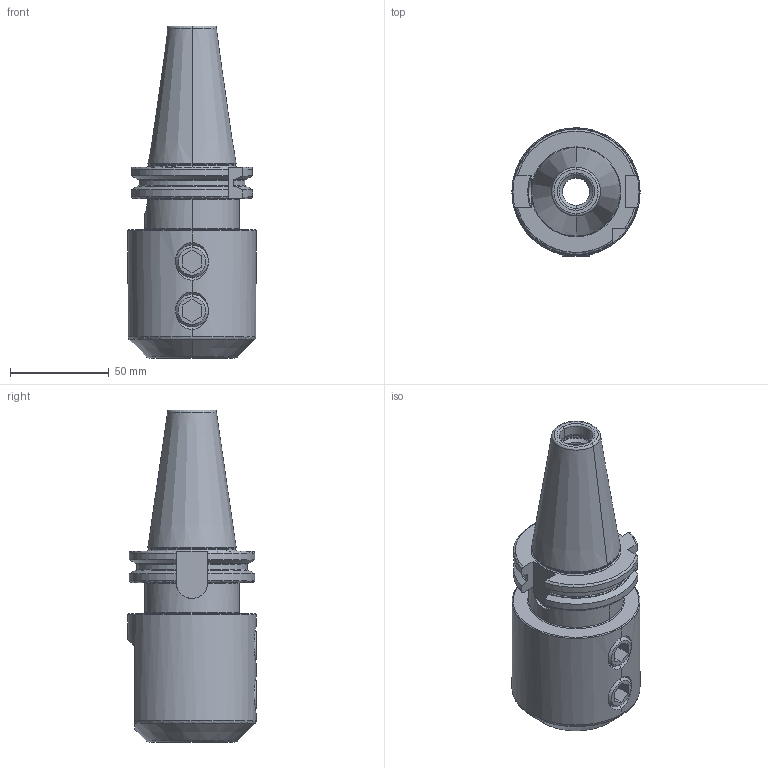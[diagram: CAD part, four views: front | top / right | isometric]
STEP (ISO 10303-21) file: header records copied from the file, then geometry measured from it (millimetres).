
FILE_DESCRIPTION((''),'2;1');
FILE_NAME('402_04_25','2020-07-08T',('104091'),(''),'CREO PARAMETRIC BY PTC INC, 2015290','CREO PARAMETRIC BY PTC INC, 2015290','');
FILE_SCHEMA(('CONFIG_CONTROL_DESIGN'));
Length unit declared in the file: millimetre
Products named in the file (1): 402_04_25
Bounding box: 65 x 65 x 168.4 mm (x, y, z)
Volume: 296563.4 mm3; surface area: 44306.3 mm2
Topology: 1 solids, 1 shells, 142 faces, 358 edges, 227 vertices
Faces by surface type: plane 42, torus 36, cylinder 32, cone 32
Entity records: 4704 total; most frequent: CARTESIAN_POINT 1253, DIRECTION 740, ORIENTED_EDGE 702, EDGE_CURVE 351, AXIS2_PLACEMENT_3D 295, VERTEX_POINT 217, VECTOR 150, LINE 150
